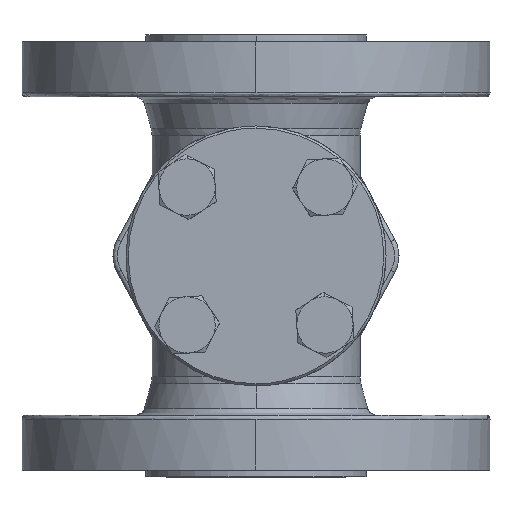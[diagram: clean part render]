
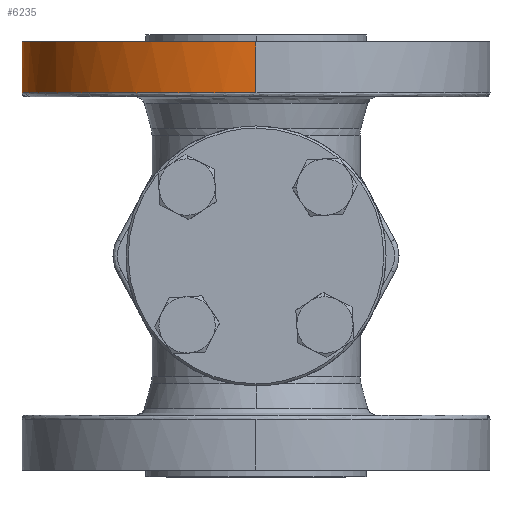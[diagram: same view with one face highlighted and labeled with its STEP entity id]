
A CAD part, front view. The second image highlights one B-rep face of the part: STEP entity #6235.
In plain terms, the highlighted cylindrical face has radius 54 mm (diameter 108 mm), a partial arc.
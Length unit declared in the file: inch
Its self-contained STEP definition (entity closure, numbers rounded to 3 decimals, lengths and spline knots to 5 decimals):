
#204 = CARTESIAN_POINT ( 'NONE',  ( -2.11237, 0.27786, 1.94488 ) ) ;
#1163 = VERTEX_POINT ( 'NONE', #23816 ) ;
#1309 = EDGE_CURVE ( 'NONE', #35331, #1163, #24444, .T. ) ;
#1514 = EDGE_LOOP ( 'NONE', ( #2416, #7406, #28653, #39810, #33821 ) ) ;
#1708 = CARTESIAN_POINT ( 'NONE',  ( -1.06508, -1.84524, 1.94488 ) ) ;
#2416 = ORIENTED_EDGE ( 'NONE', *, *, #2625, .F. ) ;
#2625 = EDGE_CURVE ( 'NONE', #33428, #35331, #19952, .T. ) ;
#3487 = CARTESIAN_POINT ( 'NONE',  ( -1.91074, 0.94253, 1.94488 ) ) ;
#3581 = CARTESIAN_POINT ( 'NONE',  ( 0., -2.12598, 1.48425 ) ) ;
#3587 = CARTESIAN_POINT ( 'NONE',  ( -2.12598, 0., 1.48425 ) ) ;
#3708 = CARTESIAN_POINT ( 'NONE',  ( -2.01757, 0.68462, 1.94488 ) ) ;
#3927 = CARTESIAN_POINT ( 'NONE',  ( -0.68462, 2.01757, 1.94488 ) ) ;
#4014 = CARTESIAN_POINT ( 'NONE',  ( 0., -2.12598, 1.6378 ) ) ;
#5236 = CARTESIAN_POINT ( 'NONE',  ( -0.68462, -2.01757, 1.94488 ) ) ;
#5439 = CARTESIAN_POINT ( 'NONE',  ( -1.29719, -1.69014, 1.94488 ) ) ;
#6235 = ADVANCED_FACE ( 'NONE', ( #42619 ), #38938, .T. ) ;
#6995 = CARTESIAN_POINT ( 'NONE',  ( -1.602, 1.4046, 1.94488 ) ) ;
#7222 = B_SPLINE_CURVE_WITH_KNOTS ( 'NONE', 3,
 ( #10312, #20623, #10763, #34055, #3927, #31190, #11205, #17325, #24562, #6995, #20385, #37993, #3487, #3708, #30300, #204, #13618, #17108, #30530, #41472, #24771, #31623, #31839, #11847, #32054, #25624, #5439, #1708, #18404, #5236, #11422, #28076, #38212, #15131 ),
 .UNSPECIFIED., .F., .F.,
 ( 4, 2, 2, 2, 2, 2, 2, 2, 2, 2, 2, 2, 2, 2, 2, 2, 4 ),
 ( 0., 0.0625, 0.125, 0.1875, 0.25, 0.3125, 0.375, 0.4375, 0.5, 0.5625, 0.625, 0.6875, 0.75, 0.8125, 0.875, 0.9375, 1. ),
 .UNSPECIFIED. ) ;
#7231 = CARTESIAN_POINT ( 'NONE',  ( 0., 2.12598, 1.79134 ) ) ;
#7406 = ORIENTED_EDGE ( 'NONE', *, *, #39222, .F. ) ;
#8640 = CARTESIAN_POINT ( 'NONE',  ( -1.41732, 2.12598, 1.48425 ) ) ;
#9965 = CARTESIAN_POINT ( 'NONE',  ( -1.41732, -2.12598, 1.48425 ) ) ;
#10312 = CARTESIAN_POINT ( 'NONE',  ( 0., 2.12598, 1.94488 ) ) ;
#10633 = CARTESIAN_POINT ( 'NONE',  ( 0., -2.12598, 1.48425 ) ) ;
#10763 = CARTESIAN_POINT ( 'NONE',  ( -0.27786, 2.11236, 1.94488 ) ) ;
#11205 = CARTESIAN_POINT ( 'NONE',  ( -1.06508, 1.84524, 1.94488 ) ) ;
#11422 = CARTESIAN_POINT ( 'NONE',  ( -0.55166, -2.0579, 1.94488 ) ) ;
#11847 = CARTESIAN_POINT ( 'NONE',  ( -1.69015, -1.29719, 1.94488 ) ) ;
#13618 = CARTESIAN_POINT ( 'NONE',  ( -2.12598, 0.13958, 1.94488 ) ) ;
#15131 = CARTESIAN_POINT ( 'NONE',  ( 0., -2.12598, 1.94488 ) ) ;
#16898 = CARTESIAN_POINT ( 'NONE',  ( 0., 2.12598, 1.48425 ) ) ;
#17108 = CARTESIAN_POINT ( 'NONE',  ( -2.12599, -0.13958, 1.94488 ) ) ;
#17325 = CARTESIAN_POINT ( 'NONE',  ( -1.29719, 1.69015, 1.94488 ) ) ;
#18404 = CARTESIAN_POINT ( 'NONE',  ( -0.94253, -1.91074, 1.94488 ) ) ;
#19952 = B_SPLINE_CURVE_WITH_KNOTS ( 'NONE', 3,
 ( #30391, #34139, #4014, #3581 ),
 .UNSPECIFIED., .F., .F.,
 ( 4, 4 ),
 ( 0., 1. ),
 .UNSPECIFIED. ) ;
#20385 = CARTESIAN_POINT ( 'NONE',  ( -1.69014, 1.29719, 1.94488 ) ) ;
#20623 = CARTESIAN_POINT ( 'NONE',  ( -0.13959, 2.12598, 1.94488 ) ) ;
#21721 = CARTESIAN_POINT ( 'NONE',  ( 0., -2.12598, 1.94488 ) ) ;
#21871 =( BOUNDED_CURVE ( )  B_SPLINE_CURVE ( 3, ( #24730, #38170, #8640, #35669 ),
 .UNSPECIFIED., .F., .F. ) 
 B_SPLINE_CURVE_WITH_KNOTS ( ( 4, 4 ),
 ( 0., 1. ),
 .UNSPECIFIED. ) 
 CURVE ( )  GEOMETRIC_REPRESENTATION_ITEM ( )  RATIONAL_B_SPLINE_CURVE ( ( 0.957, 0.638, 0.478, 0.478 ) ) 
 REPRESENTATION_ITEM ( '' )  );
#23351 = CARTESIAN_POINT ( 'NONE',  ( 0., -2.12598, 1.48425 ) ) ;
#23816 = CARTESIAN_POINT ( 'NONE',  ( -2.12598, 0., 1.48425 ) ) ;
#23992 = CARTESIAN_POINT ( 'NONE',  ( -2.12598, -1.06299, 1.48425 ) ) ;
#24444 =( BOUNDED_CURVE ( )  B_SPLINE_CURVE ( 3, ( #10633, #9965, #23992, #3587 ),
 .UNSPECIFIED., .F., .F. ) 
 B_SPLINE_CURVE_WITH_KNOTS ( ( 4, 4 ),
 ( 0., 1. ),
 .UNSPECIFIED. ) 
 CURVE ( )  GEOMETRIC_REPRESENTATION_ITEM ( )  RATIONAL_B_SPLINE_CURVE ( ( 0.478, 0.478, 0.638, 0.957 ) ) 
 REPRESENTATION_ITEM ( '' )  );
#24562 = CARTESIAN_POINT ( 'NONE',  ( -1.4046, 1.60199, 1.94488 ) ) ;
#24730 = CARTESIAN_POINT ( 'NONE',  ( -2.12598, 0., 1.48425 ) ) ;
#24771 = CARTESIAN_POINT ( 'NONE',  ( -2.01757, -0.68462, 1.94488 ) ) ;
#25404 = CARTESIAN_POINT ( 'NONE',  ( 0., 2.12598, 1.94488 ) ) ;
#25624 = CARTESIAN_POINT ( 'NONE',  ( -1.4046, -1.602, 1.94488 ) ) ;
#27359 = EDGE_CURVE ( 'NONE', #1163, #40636, #21871, .T. ) ;
#28076 = CARTESIAN_POINT ( 'NONE',  ( -0.27785, -2.11237, 1.94488 ) ) ;
#28653 = ORIENTED_EDGE ( 'NONE', *, *, #30543, .F. ) ;
#29684 = CARTESIAN_POINT ( 'NONE',  ( 0., 0., 1.48425 ) ) ;
#30300 = CARTESIAN_POINT ( 'NONE',  ( -2.0579, 0.55166, 1.94488 ) ) ;
#30391 = CARTESIAN_POINT ( 'NONE',  ( 0., -2.12598, 1.94488 ) ) ;
#30530 = CARTESIAN_POINT ( 'NONE',  ( -2.11236, -0.27786, 1.94488 ) ) ;
#30543 = EDGE_CURVE ( 'NONE', #40636, #35766, #35290, .T. ) ;
#31190 = CARTESIAN_POINT ( 'NONE',  ( -0.94253, 1.91074, 1.94488 ) ) ;
#31623 = CARTESIAN_POINT ( 'NONE',  ( -1.91074, -0.94253, 1.94488 ) ) ;
#31754 = AXIS2_PLACEMENT_3D ( 'NONE', #29684, #43272, #32781 ) ;
#31839 = CARTESIAN_POINT ( 'NONE',  ( -1.84524, -1.06508, 1.94488 ) ) ;
#32054 = CARTESIAN_POINT ( 'NONE',  ( -1.60199, -1.4046, 1.94488 ) ) ;
#32781 = DIRECTION ( 'NONE',  ( 0., -1., 0. ) ) ;
#33194 = CARTESIAN_POINT ( 'NONE',  ( 0., 2.12598, 1.48425 ) ) ;
#33428 = VERTEX_POINT ( 'NONE', #21721 ) ;
#33821 = ORIENTED_EDGE ( 'NONE', *, *, #1309, .F. ) ;
#34055 = CARTESIAN_POINT ( 'NONE',  ( -0.55166, 2.0579, 1.94488 ) ) ;
#34139 = CARTESIAN_POINT ( 'NONE',  ( 0., -2.12598, 1.79134 ) ) ;
#35290 = B_SPLINE_CURVE_WITH_KNOTS ( 'NONE', 3,
 ( #16898, #38004, #7231, #37351 ),
 .UNSPECIFIED., .F., .F.,
 ( 4, 4 ),
 ( 0., 1. ),
 .UNSPECIFIED. ) ;
#35331 = VERTEX_POINT ( 'NONE', #23351 ) ;
#35669 = CARTESIAN_POINT ( 'NONE',  ( 0., 2.12598, 1.48425 ) ) ;
#35766 = VERTEX_POINT ( 'NONE', #25404 ) ;
#37351 = CARTESIAN_POINT ( 'NONE',  ( 0., 2.12598, 1.94488 ) ) ;
#37993 = CARTESIAN_POINT ( 'NONE',  ( -1.84524, 1.06508, 1.94488 ) ) ;
#38004 = CARTESIAN_POINT ( 'NONE',  ( 0., 2.12598, 1.6378 ) ) ;
#38170 = CARTESIAN_POINT ( 'NONE',  ( -2.12598, 1.06299, 1.48425 ) ) ;
#38212 = CARTESIAN_POINT ( 'NONE',  ( -0.1396, -2.12598, 1.94488 ) ) ;
#38938 = CYLINDRICAL_SURFACE ( 'NONE', #31754, 2.12598 ) ;
#39222 = EDGE_CURVE ( 'NONE', #35766, #33428, #7222, .T. ) ;
#39810 = ORIENTED_EDGE ( 'NONE', *, *, #27359, .F. ) ;
#40636 = VERTEX_POINT ( 'NONE', #33194 ) ;
#41472 = CARTESIAN_POINT ( 'NONE',  ( -2.0579, -0.55166, 1.94488 ) ) ;
#42619 = FACE_OUTER_BOUND ( 'NONE', #1514, .T. ) ;
#43272 = DIRECTION ( 'NONE',  ( 0., 0., 1. ) ) ;
